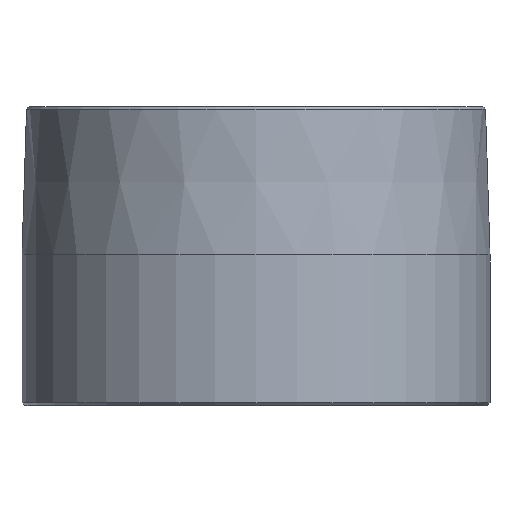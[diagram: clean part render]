
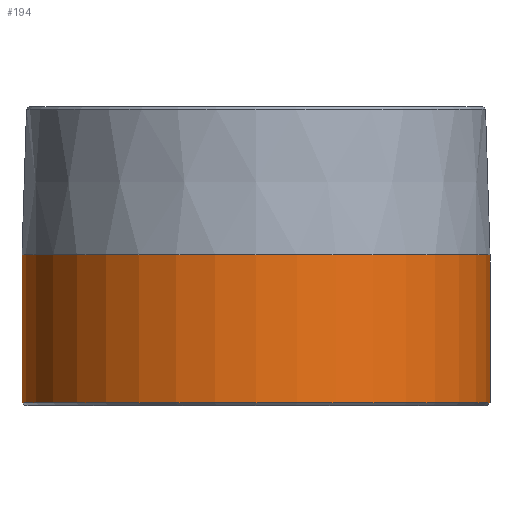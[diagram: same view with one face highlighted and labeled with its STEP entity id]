
A CAD part, front view. The second image highlights one B-rep face of the part: STEP entity #194.
In plain terms, the highlighted cylindrical face has radius 57.15 mm (diameter 114.3 mm), a partial arc.
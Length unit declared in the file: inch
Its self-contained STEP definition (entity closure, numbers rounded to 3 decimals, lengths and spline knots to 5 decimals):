
#1 = ORIENTED_EDGE ( 'NONE', *, *, #96, .F. ) ;
#12 = AXIS2_PLACEMENT_3D ( 'NONE', #73, #502, #199 ) ;
#16 = LINE ( 'NONE', #176, #279 ) ;
#34 = CARTESIAN_POINT ( 'NONE',  ( 0., 0., 2.875 ) ) ;
#40 = ORIENTED_EDGE ( 'NONE', *, *, #353, .T. ) ;
#71 = DIRECTION ( 'NONE',  ( 0., 0., -1. ) ) ;
#73 = CARTESIAN_POINT ( 'NONE',  ( 0., 0., 0.025 ) ) ;
#81 = VERTEX_POINT ( 'NONE', #487 ) ;
#91 = DIRECTION ( 'NONE',  ( 0., 0., -1. ) ) ;
#96 = EDGE_CURVE ( 'NONE', #316, #81, #16, .T. ) ;
#97 = AXIS2_PLACEMENT_3D ( 'NONE', #433, #426, #281 ) ;
#101 = DIRECTION ( 'NONE',  ( 0., 0., -1. ) ) ;
#156 = LINE ( 'NONE', #382, #193 ) ;
#176 = CARTESIAN_POINT ( 'NONE',  ( 2.25, 0., 2.875 ) ) ;
#193 = VECTOR ( 'NONE', #71, 39.37008 ) ;
#194 = ADVANCED_FACE ( 'NONE', ( #383 ), #463, .T. ) ;
#199 = DIRECTION ( 'NONE',  ( 1., 0., 0. ) ) ;
#200 = EDGE_LOOP ( 'NONE', ( #1, #370, #396, #40 ) ) ;
#229 = AXIS2_PLACEMENT_3D ( 'NONE', #34, #101, #448 ) ;
#242 = CARTESIAN_POINT ( 'NONE',  ( -2.25, 0., 0.025 ) ) ;
#249 = CIRCLE ( 'NONE', #97, 2.25 ) ;
#267 = CARTESIAN_POINT ( 'NONE',  ( 2.25, 0., 1.4475 ) ) ;
#279 = VECTOR ( 'NONE', #91, 39.37008 ) ;
#281 = DIRECTION ( 'NONE',  ( -1., 0., 0. ) ) ;
#316 = VERTEX_POINT ( 'NONE', #267 ) ;
#322 = CIRCLE ( 'NONE', #12, 2.25 ) ;
#353 = EDGE_CURVE ( 'NONE', #464, #81, #322, .T. ) ;
#361 = EDGE_CURVE ( 'NONE', #401, #464, #156, .T. ) ;
#370 = ORIENTED_EDGE ( 'NONE', *, *, #462, .T. ) ;
#382 = CARTESIAN_POINT ( 'NONE',  ( -2.25, 0., 2.875 ) ) ;
#383 = FACE_OUTER_BOUND ( 'NONE', #200, .T. ) ;
#396 = ORIENTED_EDGE ( 'NONE', *, *, #361, .T. ) ;
#401 = VERTEX_POINT ( 'NONE', #419 ) ;
#419 = CARTESIAN_POINT ( 'NONE',  ( -2.25, 0., 1.4475 ) ) ;
#426 = DIRECTION ( 'NONE',  ( 0., 0., -1. ) ) ;
#433 = CARTESIAN_POINT ( 'NONE',  ( 0., 0., 1.4475 ) ) ;
#448 = DIRECTION ( 'NONE',  ( -1., 0., 0. ) ) ;
#462 = EDGE_CURVE ( 'NONE', #316, #401, #249, .T. ) ;
#463 = CYLINDRICAL_SURFACE ( 'NONE', #229, 2.25 ) ;
#464 = VERTEX_POINT ( 'NONE', #242 ) ;
#487 = CARTESIAN_POINT ( 'NONE',  ( 2.25, 0., 0.025 ) ) ;
#502 = DIRECTION ( 'NONE',  ( 0., 0., 1. ) ) ;
